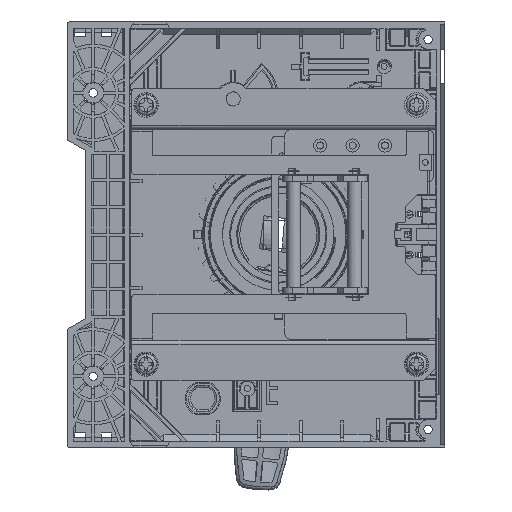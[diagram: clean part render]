
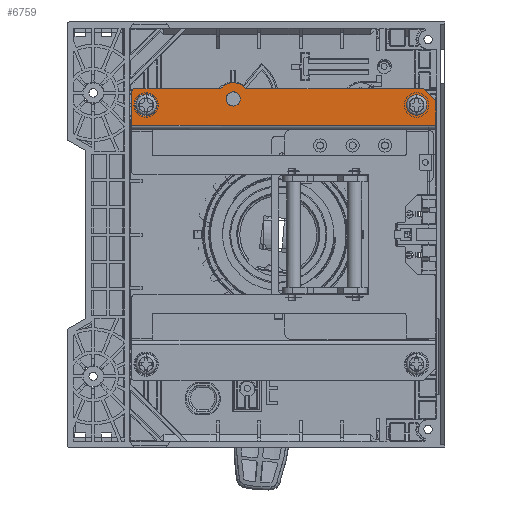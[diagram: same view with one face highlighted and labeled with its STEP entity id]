
A CAD part, front view. The second image highlights one B-rep face of the part: STEP entity #6759.
In plain terms, the highlighted planar face has unit normal (0, -1, 0).
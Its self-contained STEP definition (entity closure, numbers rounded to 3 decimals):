
#1230=FACE_BOUND('',#8267,.T.);
#1231=FACE_BOUND('',#8268,.T.);
#1232=FACE_BOUND('',#8269,.T.);
#1233=FACE_BOUND('',#8270,.T.);
#1804=PLANE('',#33374);
#6759=ADVANCED_FACE('',(#1230,#1231,#1232,#1233),#1804,.F.);
#8267=EDGE_LOOP('',(#14194,#14195));
#8268=EDGE_LOOP('',(#14196,#14197));
#8269=EDGE_LOOP('',(#14198,#14199));
#8270=EDGE_LOOP('',(#14200,#14201,#14202,#14203,#14204,#14205,#14206,#14207));
#14194=ORIENTED_EDGE('',*,*,#25933,.T.);
#14195=ORIENTED_EDGE('',*,*,#25934,.T.);
#14196=ORIENTED_EDGE('',*,*,#25935,.T.);
#14197=ORIENTED_EDGE('',*,*,#25936,.T.);
#14198=ORIENTED_EDGE('',*,*,#25937,.T.);
#14199=ORIENTED_EDGE('',*,*,#25938,.T.);
#14200=ORIENTED_EDGE('',*,*,#25939,.T.);
#14201=ORIENTED_EDGE('',*,*,#25940,.T.);
#14202=ORIENTED_EDGE('',*,*,#25941,.T.);
#14203=ORIENTED_EDGE('',*,*,#25942,.T.);
#14204=ORIENTED_EDGE('',*,*,#25943,.T.);
#14205=ORIENTED_EDGE('',*,*,#25944,.T.);
#14206=ORIENTED_EDGE('',*,*,#25945,.T.);
#14207=ORIENTED_EDGE('',*,*,#25946,.T.);
#20050=VERTEX_POINT('',#70708);
#20051=VERTEX_POINT('',#70709);
#20052=VERTEX_POINT('',#70730);
#20053=VERTEX_POINT('',#70731);
#20054=VERTEX_POINT('',#70752);
#20055=VERTEX_POINT('',#70753);
#20056=VERTEX_POINT('',#70768);
#20057=VERTEX_POINT('',#70769);
#20058=VERTEX_POINT('',#70774);
#20059=VERTEX_POINT('',#70779);
#20060=VERTEX_POINT('',#70784);
#20061=VERTEX_POINT('',#70789);
#20062=VERTEX_POINT('',#70796);
#20063=VERTEX_POINT('',#70801);
#25933=EDGE_CURVE('',#20050,#20051,#31276,.T.);
#25934=EDGE_CURVE('',#20051,#20050,#31277,.T.);
#25935=EDGE_CURVE('',#20052,#20053,#31278,.T.);
#25936=EDGE_CURVE('',#20053,#20052,#31279,.T.);
#25937=EDGE_CURVE('',#20054,#20055,#31280,.T.);
#25938=EDGE_CURVE('',#20055,#20054,#31281,.T.);
#25939=EDGE_CURVE('',#20056,#20057,#31282,.T.);
#25940=EDGE_CURVE('',#20057,#20058,#31283,.T.);
#25941=EDGE_CURVE('',#20058,#20059,#31284,.T.);
#25942=EDGE_CURVE('',#20059,#20060,#31285,.T.);
#25943=EDGE_CURVE('',#20060,#20061,#31286,.T.);
#25944=EDGE_CURVE('',#20061,#20062,#31287,.T.);
#25945=EDGE_CURVE('',#20062,#20063,#31288,.T.);
#25946=EDGE_CURVE('',#20063,#20056,#31289,.T.);
#31276=B_SPLINE_CURVE_WITH_KNOTS('',3,(#70698,#70699,#70700,#70701,#70702,
#70703,#70704,#70705,#70706,#70707),.UNSPECIFIED.,.F.,.F.,(4,2,2,2,4),(0.,
0.25,0.5,0.75,1.),.UNSPECIFIED.);
#31277=B_SPLINE_CURVE_WITH_KNOTS('',3,(#70710,#70711,#70712,#70713,#70714,
#70715,#70716,#70717,#70718,#70719),.UNSPECIFIED.,.F.,.F.,(4,2,2,2,4),(0.,
0.25,0.5,0.75,1.),.UNSPECIFIED.);
#31278=B_SPLINE_CURVE_WITH_KNOTS('',3,(#70720,#70721,#70722,#70723,#70724,
#70725,#70726,#70727,#70728,#70729),.UNSPECIFIED.,.F.,.F.,(4,2,2,2,4),(0.,
0.25,0.5,0.75,1.),.UNSPECIFIED.);
#31279=B_SPLINE_CURVE_WITH_KNOTS('',3,(#70732,#70733,#70734,#70735,#70736,
#70737,#70738,#70739,#70740,#70741),.UNSPECIFIED.,.F.,.F.,(4,2,2,2,4),(0.,
0.25,0.5,0.75,1.),.UNSPECIFIED.);
#31280=B_SPLINE_CURVE_WITH_KNOTS('',3,(#70742,#70743,#70744,#70745,#70746,
#70747,#70748,#70749,#70750,#70751),.UNSPECIFIED.,.F.,.F.,(4,2,2,2,4),(0.,
0.25,0.5,0.75,1.),.UNSPECIFIED.);
#31281=B_SPLINE_CURVE_WITH_KNOTS('',3,(#70754,#70755,#70756,#70757,#70758,
#70759,#70760,#70761,#70762,#70763),.UNSPECIFIED.,.F.,.F.,(4,2,2,2,4),(0.,
0.25,0.5,0.75,1.),.UNSPECIFIED.);
#31282=B_SPLINE_CURVE_WITH_KNOTS('',3,(#70764,#70765,#70766,#70767),
 .UNSPECIFIED.,.F.,.F.,(4,4),(0.,1.),.UNSPECIFIED.);
#31283=B_SPLINE_CURVE_WITH_KNOTS('',3,(#70770,#70771,#70772,#70773),
 .UNSPECIFIED.,.F.,.F.,(4,4),(0.,1.),.UNSPECIFIED.);
#31284=B_SPLINE_CURVE_WITH_KNOTS('',3,(#70775,#70776,#70777,#70778),
 .UNSPECIFIED.,.F.,.F.,(4,4),(0.,1.),.UNSPECIFIED.);
#31285=B_SPLINE_CURVE_WITH_KNOTS('',3,(#70780,#70781,#70782,#70783),
 .UNSPECIFIED.,.F.,.F.,(4,4),(0.,1.),.UNSPECIFIED.);
#31286=B_SPLINE_CURVE_WITH_KNOTS('',3,(#70785,#70786,#70787,#70788),
 .UNSPECIFIED.,.F.,.F.,(4,4),(0.,1.),.UNSPECIFIED.);
#31287=B_SPLINE_CURVE_WITH_KNOTS('',3,(#70790,#70791,#70792,#70793,#70794,
#70795),.UNSPECIFIED.,.F.,.F.,(4,2,4),(0.,0.5,1.),.UNSPECIFIED.);
#31288=B_SPLINE_CURVE_WITH_KNOTS('',3,(#70797,#70798,#70799,#70800),
 .UNSPECIFIED.,.F.,.F.,(4,4),(0.,1.),.UNSPECIFIED.);
#31289=B_SPLINE_CURVE_WITH_KNOTS('',3,(#70802,#70803,#70804,#70805),
 .UNSPECIFIED.,.F.,.F.,(4,4),(0.,1.),.UNSPECIFIED.);
#33374=AXIS2_PLACEMENT_3D('',#70806,#35247,#35248);
#35247=DIRECTION('',(0.,1.,0.));
#35248=DIRECTION('',(0.,0.,1.));
#70698=CARTESIAN_POINT('',(-12.,138.7,63.5));
#70699=CARTESIAN_POINT('',(-12.928,138.7,63.5));
#70700=CARTESIAN_POINT('',(-13.819,138.7,63.869));
#70701=CARTESIAN_POINT('',(-15.131,138.7,65.181));
#70702=CARTESIAN_POINT('',(-15.5,138.7,66.072));
#70703=CARTESIAN_POINT('',(-15.5,138.7,67.928));
#70704=CARTESIAN_POINT('',(-15.131,138.7,68.819));
#70705=CARTESIAN_POINT('',(-13.819,138.7,70.131));
#70706=CARTESIAN_POINT('',(-12.929,138.7,70.5));
#70707=CARTESIAN_POINT('',(-12.,138.7,70.5));
#70708=CARTESIAN_POINT('',(-12.,138.7,63.5));
#70709=CARTESIAN_POINT('',(-12.,138.7,70.5));
#70710=CARTESIAN_POINT('',(-12.,138.7,70.5));
#70711=CARTESIAN_POINT('',(-11.072,138.7,70.5));
#70712=CARTESIAN_POINT('',(-10.181,138.7,70.131));
#70713=CARTESIAN_POINT('',(-8.869,138.7,68.819));
#70714=CARTESIAN_POINT('',(-8.5,138.7,67.928));
#70715=CARTESIAN_POINT('',(-8.5,138.7,66.072));
#70716=CARTESIAN_POINT('',(-8.869,138.7,65.181));
#70717=CARTESIAN_POINT('',(-10.181,138.7,63.869));
#70718=CARTESIAN_POINT('',(-11.071,138.7,63.5));
#70719=CARTESIAN_POINT('',(-12.,138.7,63.5));
#70720=CARTESIAN_POINT('',(78.6,138.7,67.25));
#70721=CARTESIAN_POINT('',(79.462,138.7,67.25));
#70722=CARTESIAN_POINT('',(80.289,138.7,66.907));
#70723=CARTESIAN_POINT('',(81.507,138.7,65.689));
#70724=CARTESIAN_POINT('',(81.85,138.7,64.861));
#70725=CARTESIAN_POINT('',(81.85,138.7,63.139));
#70726=CARTESIAN_POINT('',(81.507,138.7,62.311));
#70727=CARTESIAN_POINT('',(80.289,138.7,61.093));
#70728=CARTESIAN_POINT('',(79.462,138.7,60.75));
#70729=CARTESIAN_POINT('',(78.6,138.7,60.75));
#70730=CARTESIAN_POINT('',(78.6,138.7,67.25));
#70731=CARTESIAN_POINT('',(78.6,138.7,60.75));
#70732=CARTESIAN_POINT('',(78.6,138.7,60.75));
#70733=CARTESIAN_POINT('',(77.738,138.7,60.75));
#70734=CARTESIAN_POINT('',(76.911,138.7,61.093));
#70735=CARTESIAN_POINT('',(75.693,138.7,62.311));
#70736=CARTESIAN_POINT('',(75.35,138.7,63.139));
#70737=CARTESIAN_POINT('',(75.35,138.7,64.861));
#70738=CARTESIAN_POINT('',(75.693,138.7,65.689));
#70739=CARTESIAN_POINT('',(76.911,138.7,66.907));
#70740=CARTESIAN_POINT('',(77.738,138.7,67.25));
#70741=CARTESIAN_POINT('',(78.6,138.7,67.25));
#70742=CARTESIAN_POINT('',(-55.,138.7,67.25));
#70743=CARTESIAN_POINT('',(-54.138,138.7,67.25));
#70744=CARTESIAN_POINT('',(-53.311,138.7,66.907));
#70745=CARTESIAN_POINT('',(-52.093,138.7,65.689));
#70746=CARTESIAN_POINT('',(-51.75,138.7,64.861));
#70747=CARTESIAN_POINT('',(-51.75,138.7,63.139));
#70748=CARTESIAN_POINT('',(-52.093,138.7,62.311));
#70749=CARTESIAN_POINT('',(-53.311,138.7,61.093));
#70750=CARTESIAN_POINT('',(-54.138,138.7,60.75));
#70751=CARTESIAN_POINT('',(-55.,138.7,60.75));
#70752=CARTESIAN_POINT('',(-55.,138.7,67.25));
#70753=CARTESIAN_POINT('',(-55.,138.7,60.75));
#70754=CARTESIAN_POINT('',(-55.,138.7,60.75));
#70755=CARTESIAN_POINT('',(-55.862,138.7,60.75));
#70756=CARTESIAN_POINT('',(-56.689,138.7,61.093));
#70757=CARTESIAN_POINT('',(-57.907,138.7,62.311));
#70758=CARTESIAN_POINT('',(-58.25,138.7,63.139));
#70759=CARTESIAN_POINT('',(-58.25,138.7,64.861));
#70760=CARTESIAN_POINT('',(-57.907,138.7,65.689));
#70761=CARTESIAN_POINT('',(-56.689,138.7,66.907));
#70762=CARTESIAN_POINT('',(-55.862,138.7,67.25));
#70763=CARTESIAN_POINT('',(-55.,138.7,67.25));
#70764=CARTESIAN_POINT('',(-62.,138.7,71.));
#70765=CARTESIAN_POINT('',(-62.,138.7,65.367));
#70766=CARTESIAN_POINT('',(-62.,138.7,59.733));
#70767=CARTESIAN_POINT('',(-62.,138.7,54.1));
#70768=CARTESIAN_POINT('',(-62.,138.7,71.));
#70769=CARTESIAN_POINT('',(-62.,138.7,54.1));
#70770=CARTESIAN_POINT('',(-62.,138.7,54.1));
#70771=CARTESIAN_POINT('',(-12.,138.7,54.1));
#70772=CARTESIAN_POINT('',(38.,138.7,54.1));
#70773=CARTESIAN_POINT('',(88.,138.7,54.1));
#70774=CARTESIAN_POINT('',(88.,138.7,54.1));
#70775=CARTESIAN_POINT('',(88.,138.7,54.1));
#70776=CARTESIAN_POINT('',(88.,138.7,58.067));
#70777=CARTESIAN_POINT('',(88.,138.7,62.033));
#70778=CARTESIAN_POINT('',(88.,138.7,66.));
#70779=CARTESIAN_POINT('',(88.,138.7,66.));
#70780=CARTESIAN_POINT('',(88.,138.7,66.));
#70781=CARTESIAN_POINT('',(86.,138.7,68.));
#70782=CARTESIAN_POINT('',(84.,138.7,70.));
#70783=CARTESIAN_POINT('',(82.,138.7,72.));
#70784=CARTESIAN_POINT('',(82.,138.7,72.));
#70785=CARTESIAN_POINT('',(82.,138.7,72.));
#70786=CARTESIAN_POINT('',(52.748,138.7,72.));
#70787=CARTESIAN_POINT('',(23.497,138.7,72.));
#70788=CARTESIAN_POINT('',(-5.755,138.7,72.));
#70789=CARTESIAN_POINT('',(-5.755,138.7,72.));
#70790=CARTESIAN_POINT('',(-5.755,138.7,72.));
#70791=CARTESIAN_POINT('',(-7.254,138.7,73.872));
#70792=CARTESIAN_POINT('',(-9.603,138.7,75.));
#70793=CARTESIAN_POINT('',(-14.397,138.7,75.));
#70794=CARTESIAN_POINT('',(-16.746,138.7,73.873));
#70795=CARTESIAN_POINT('',(-18.245,138.7,72.));
#70796=CARTESIAN_POINT('',(-18.245,138.7,72.));
#70797=CARTESIAN_POINT('',(-18.245,138.7,72.));
#70798=CARTESIAN_POINT('',(-32.497,138.7,72.));
#70799=CARTESIAN_POINT('',(-46.748,138.7,72.));
#70800=CARTESIAN_POINT('',(-61.,138.7,72.));
#70801=CARTESIAN_POINT('',(-61.,138.7,72.));
#70802=CARTESIAN_POINT('',(-61.,138.7,72.));
#70803=CARTESIAN_POINT('',(-61.53,138.7,72.));
#70804=CARTESIAN_POINT('',(-62.,138.7,71.531));
#70805=CARTESIAN_POINT('',(-62.,138.7,71.));
#70806=CARTESIAN_POINT('',(0.,138.7,0.));
